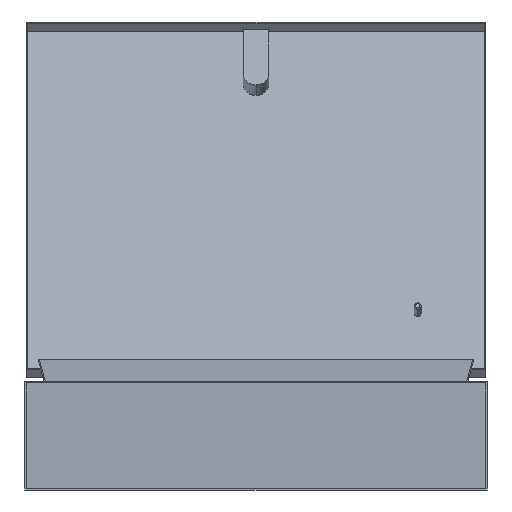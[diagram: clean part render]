
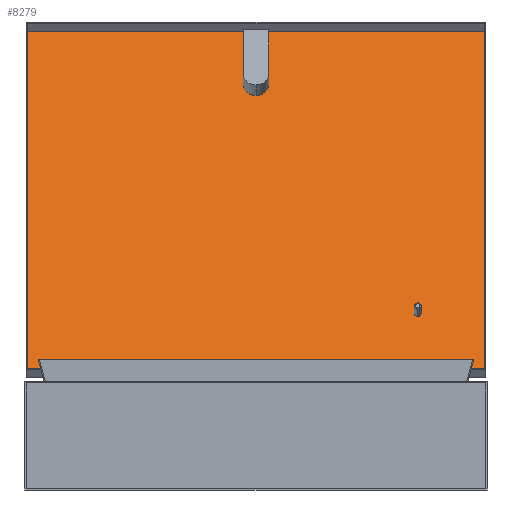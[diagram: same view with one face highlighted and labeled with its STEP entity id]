
A CAD part, left-side view. The second image highlights one B-rep face of the part: STEP entity #8279.
In plain terms, the highlighted face is planar.
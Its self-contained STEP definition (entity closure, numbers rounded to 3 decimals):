
#102 = LINE ( 'NONE', #4395, #1689 ) ;
#312 = EDGE_CURVE ( 'NONE', #7868, #3044, #8274, .T. ) ;
#549 = DIRECTION ( 'NONE',  ( 1., 0., 0. ) ) ;
#608 = VERTEX_POINT ( 'NONE', #8150 ) ;
#1146 = CARTESIAN_POINT ( 'NONE',  ( 0., -202.5, -1. ) ) ;
#1166 = AXIS2_PLACEMENT_3D ( 'NONE', #6456, #5957, #1548 ) ;
#1168 = CARTESIAN_POINT ( 'NONE',  ( 162.5, 202.5, -1. ) ) ;
#1276 = VECTOR ( 'NONE', #7329, 1000. ) ;
#1405 = ORIENTED_EDGE ( 'NONE', *, *, #5028, .F. ) ;
#1417 = CARTESIAN_POINT ( 'NONE',  ( 103.5, -143.5, -1. ) ) ;
#1548 = DIRECTION ( 'NONE',  ( 1., 0., 0. ) ) ;
#1561 = VECTOR ( 'NONE', #10047, 1000. ) ;
#1685 = CARTESIAN_POINT ( 'NONE',  ( 100.5, -143.5, -1. ) ) ;
#1689 = VECTOR ( 'NONE', #9501, 1000. ) ;
#1842 = CARTESIAN_POINT ( 'NONE',  ( 162.5, -202.5, -1. ) ) ;
#1960 = AXIS2_PLACEMENT_3D ( 'NONE', #2887, #8627, #549 ) ;
#1961 = DIRECTION ( 'NONE',  ( 0., 0., 1. ) ) ;
#2218 = ORIENTED_EDGE ( 'NONE', *, *, #6853, .F. ) ;
#2259 = DIRECTION ( 'NONE',  ( 1., 0., 0. ) ) ;
#2366 = CIRCLE ( 'NONE', #1166, 3. ) ;
#2460 = ORIENTED_EDGE ( 'NONE', *, *, #2555, .F. ) ;
#2555 = EDGE_CURVE ( 'NONE', #4330, #9964, #9091, .T. ) ;
#2736 = EDGE_CURVE ( 'NONE', #9964, #4330, #2366, .T. ) ;
#2859 = DIRECTION ( 'NONE',  ( 0., -1., 0. ) ) ;
#2887 = CARTESIAN_POINT ( 'NONE',  ( 0., 0., -1. ) ) ;
#3044 = VERTEX_POINT ( 'NONE', #6019 ) ;
#3871 = CARTESIAN_POINT ( 'NONE',  ( -162.5, 202.5, -1. ) ) ;
#4200 = VERTEX_POINT ( 'NONE', #1842 ) ;
#4276 = LINE ( 'NONE', #1146, #1561 ) ;
#4330 = VERTEX_POINT ( 'NONE', #7154 ) ;
#4362 = ORIENTED_EDGE ( 'NONE', *, *, #8334, .T. ) ;
#4395 = CARTESIAN_POINT ( 'NONE',  ( 0., 202.5, -1. ) ) ;
#4448 = EDGE_CURVE ( 'NONE', #608, #8095, #7718, .T. ) ;
#4661 = FACE_BOUND ( 'NONE', #8256, .T. ) ;
#5028 = EDGE_CURVE ( 'NONE', #8073, #7868, #102, .T. ) ;
#5292 = CARTESIAN_POINT ( 'NONE',  ( -162.5, 0., -1. ) ) ;
#5439 = AXIS2_PLACEMENT_3D ( 'NONE', #1417, #7155, #8498 ) ;
#5761 = AXIS2_PLACEMENT_3D ( 'NONE', #7509, #6665, #2259 ) ;
#5957 = DIRECTION ( 'NONE',  ( 0., 0., -1. ) ) ;
#6019 = CARTESIAN_POINT ( 'NONE',  ( -162.5, -202.5, -1. ) ) ;
#6388 = CIRCLE ( 'NONE', #5761, 11.5 ) ;
#6456 = CARTESIAN_POINT ( 'NONE',  ( 103.5, -143.5, -1. ) ) ;
#6618 = PLANE ( 'NONE',  #1960 ) ;
#6625 = EDGE_CURVE ( 'NONE', #4200, #8073, #8979, .T. ) ;
#6665 = DIRECTION ( 'NONE',  ( 0., 0., 1. ) ) ;
#6729 = VECTOR ( 'NONE', #2859, 1000. ) ;
#6847 = EDGE_LOOP ( 'NONE', ( #2460, #9020 ) ) ;
#6853 = EDGE_CURVE ( 'NONE', #3044, #4200, #4276, .T. ) ;
#6976 = CARTESIAN_POINT ( 'NONE',  ( 162.5, 0., -1. ) ) ;
#7154 = CARTESIAN_POINT ( 'NONE',  ( 106.5, -143.5, -1. ) ) ;
#7155 = DIRECTION ( 'NONE',  ( 0., 0., -1. ) ) ;
#7329 = DIRECTION ( 'NONE',  ( 0., 1., 0. ) ) ;
#7509 = CARTESIAN_POINT ( 'NONE',  ( -114., 0., -1. ) ) ;
#7539 = AXIS2_PLACEMENT_3D ( 'NONE', #8853, #1961, #7688 ) ;
#7688 = DIRECTION ( 'NONE',  ( 1., 0., 0. ) ) ;
#7718 = CIRCLE ( 'NONE', #7539, 11.5 ) ;
#7868 = VERTEX_POINT ( 'NONE', #3871 ) ;
#8073 = VERTEX_POINT ( 'NONE', #1168 ) ;
#8095 = VERTEX_POINT ( 'NONE', #9752 ) ;
#8142 = ORIENTED_EDGE ( 'NONE', *, *, #4448, .T. ) ;
#8147 = ORIENTED_EDGE ( 'NONE', *, *, #312, .F. ) ;
#8150 = CARTESIAN_POINT ( 'NONE',  ( -102.5, 0., -1. ) ) ;
#8256 = EDGE_LOOP ( 'NONE', ( #8142, #4362 ) ) ;
#8274 = LINE ( 'NONE', #5292, #6729 ) ;
#8279 = ADVANCED_FACE ( 'NONE', ( #4661, #9443, #8616 ), #6618, .F. ) ;
#8334 = EDGE_CURVE ( 'NONE', #8095, #608, #6388, .T. ) ;
#8498 = DIRECTION ( 'NONE',  ( 1., 0., 0. ) ) ;
#8616 = FACE_BOUND ( 'NONE', #6847, .T. ) ;
#8627 = DIRECTION ( 'NONE',  ( 0., 0., 1. ) ) ;
#8853 = CARTESIAN_POINT ( 'NONE',  ( -114., 0., -1. ) ) ;
#8952 = ORIENTED_EDGE ( 'NONE', *, *, #6625, .F. ) ;
#8979 = LINE ( 'NONE', #6976, #1276 ) ;
#9020 = ORIENTED_EDGE ( 'NONE', *, *, #2736, .F. ) ;
#9091 = CIRCLE ( 'NONE', #5439, 3. ) ;
#9231 = EDGE_LOOP ( 'NONE', ( #8147, #1405, #8952, #2218 ) ) ;
#9443 = FACE_OUTER_BOUND ( 'NONE', #9231, .T. ) ;
#9501 = DIRECTION ( 'NONE',  ( -1., 0., 0. ) ) ;
#9752 = CARTESIAN_POINT ( 'NONE',  ( -125.5, 0., -1. ) ) ;
#9964 = VERTEX_POINT ( 'NONE', #1685 ) ;
#10047 = DIRECTION ( 'NONE',  ( 1., 0., 0. ) ) ;
